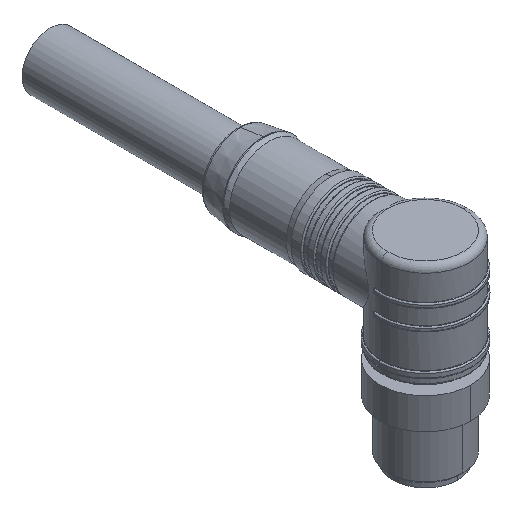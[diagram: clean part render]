
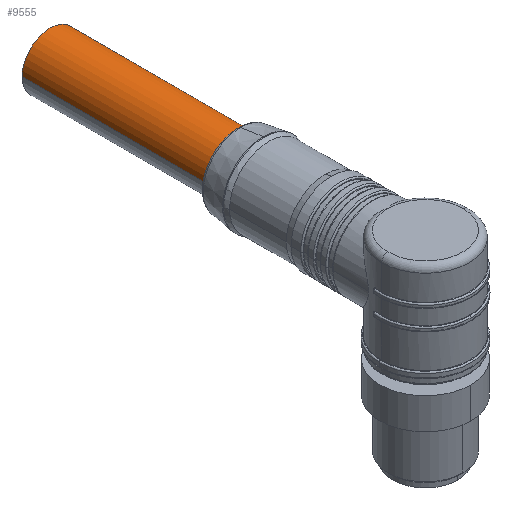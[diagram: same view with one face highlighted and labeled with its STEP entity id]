
A CAD part, isometric view. The second image highlights one B-rep face of the part: STEP entity #9555.
In plain terms, the highlighted cylindrical face has radius 4.5 mm (diameter 9 mm), a partial arc.
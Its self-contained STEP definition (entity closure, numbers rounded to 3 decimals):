
#411 = CARTESIAN_POINT ( 'NONE',  ( -8.978, 30.503, 69.085 ) ) ;
#651 = CARTESIAN_POINT ( 'NONE',  ( -4.478, 0.503, 69.085 ) ) ;
#664 = VERTEX_POINT ( 'NONE', #5346 ) ;
#775 = DIRECTION ( 'NONE',  ( 0., 1., 0. ) ) ;
#1137 = DIRECTION ( 'NONE',  ( -1., 0., 0. ) ) ;
#1531 = DIRECTION ( 'NONE',  ( -1., 0., 0. ) ) ;
#1925 = ORIENTED_EDGE ( 'NONE', *, *, #7547, .T. ) ;
#2326 = DIRECTION ( 'NONE',  ( 0., 1., 0. ) ) ;
#2638 = ORIENTED_EDGE ( 'NONE', *, *, #6871, .T. ) ;
#4281 = EDGE_CURVE ( 'NONE', #664, #13758, #11407, .T. ) ;
#4637 = AXIS2_PLACEMENT_3D ( 'NONE', #5523, #7916, #1137 ) ;
#5346 = CARTESIAN_POINT ( 'NONE',  ( -13.478, 0.503, 69.085 ) ) ;
#5441 = CARTESIAN_POINT ( 'NONE',  ( -4.478, 30.503, 69.085 ) ) ;
#5523 = CARTESIAN_POINT ( 'NONE',  ( -8.978, 0.503, 69.085 ) ) ;
#5839 = CIRCLE ( 'NONE', #14303, 4.5 ) ;
#5968 = FACE_OUTER_BOUND ( 'NONE', #7780, .T. ) ;
#6638 = AXIS2_PLACEMENT_3D ( 'NONE', #411, #8333, #1531 ) ;
#6871 = EDGE_CURVE ( 'NONE', #664, #10859, #5839, .T. ) ;
#7065 = ORIENTED_EDGE ( 'NONE', *, *, #4281, .F. ) ;
#7252 = VERTEX_POINT ( 'NONE', #5441 ) ;
#7547 = EDGE_CURVE ( 'NONE', #10859, #7252, #12279, .T. ) ;
#7780 = EDGE_LOOP ( 'NONE', ( #2638, #1925, #10003, #7065 ) ) ;
#7916 = DIRECTION ( 'NONE',  ( 0., 1., 0. ) ) ;
#8222 = DIRECTION ( 'NONE',  ( 0., 1., 0. ) ) ;
#8333 = DIRECTION ( 'NONE',  ( 0., -1., 0. ) ) ;
#9171 = CARTESIAN_POINT ( 'NONE',  ( -8.978, 0.503, 69.085 ) ) ;
#9555 = ADVANCED_FACE ( 'NONE', ( #5968 ), #11751, .T. ) ;
#9869 = CARTESIAN_POINT ( 'NONE',  ( -4.478, 0.503, 69.085 ) ) ;
#10003 = ORIENTED_EDGE ( 'NONE', *, *, #12938, .T. ) ;
#10331 = DIRECTION ( 'NONE',  ( 0., 0., -1. ) ) ;
#10859 = VERTEX_POINT ( 'NONE', #651 ) ;
#10874 = CIRCLE ( 'NONE', #6638, 4.5 ) ;
#11407 = LINE ( 'NONE', #12944, #14262 ) ;
#11751 = CYLINDRICAL_SURFACE ( 'NONE', #4637, 4.5 ) ;
#11959 = VECTOR ( 'NONE', #775, 1000. ) ;
#12279 = LINE ( 'NONE', #9869, #11959 ) ;
#12938 = EDGE_CURVE ( 'NONE', #7252, #13758, #10874, .T. ) ;
#12944 = CARTESIAN_POINT ( 'NONE',  ( -13.478, 0.503, 69.085 ) ) ;
#13758 = VERTEX_POINT ( 'NONE', #14043 ) ;
#14043 = CARTESIAN_POINT ( 'NONE',  ( -13.478, 30.503, 69.085 ) ) ;
#14262 = VECTOR ( 'NONE', #8222, 1000. ) ;
#14303 = AXIS2_PLACEMENT_3D ( 'NONE', #9171, #2326, #10331 ) ;
